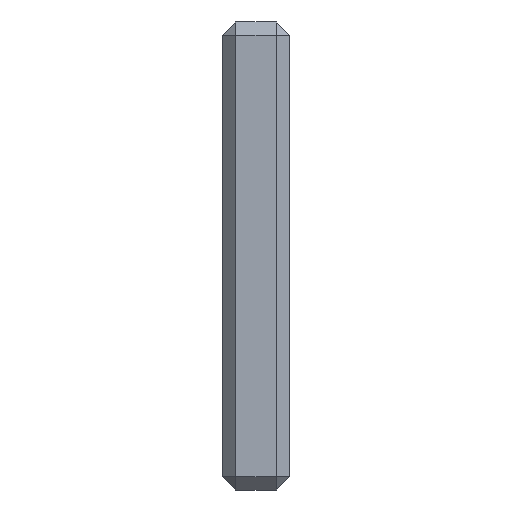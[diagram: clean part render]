
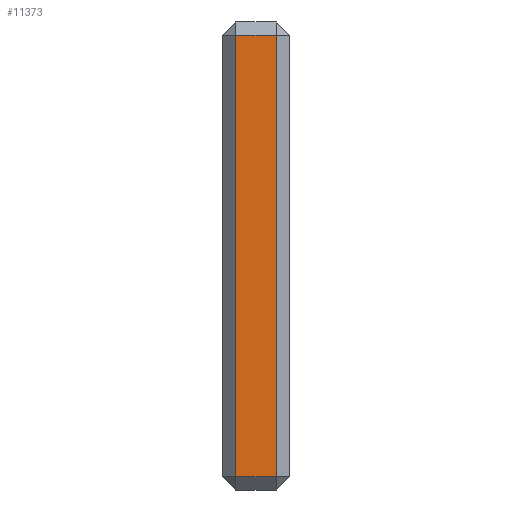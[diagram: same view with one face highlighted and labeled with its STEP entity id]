
A CAD part, front view. The second image highlights one B-rep face of the part: STEP entity #11373.
In plain terms, the highlighted planar face has unit normal (0, -1, 0).
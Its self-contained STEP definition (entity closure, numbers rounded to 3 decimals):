
#2295=DIRECTION('',(0.,0.,-1.));
#2296=VECTOR('',#2295,33.);
#2297=CARTESIAN_POINT('',(277.,-297.,-296.5));
#2298=LINE('',#2297,#2296);
#2428=DIRECTION('',(1.,0.,0.));
#2429=VECTOR('',#2428,3.);
#2430=CARTESIAN_POINT('',(274.,-297.,-296.5));
#2431=LINE('',#2430,#2429);
#2442=DIRECTION('',(0.,0.,1.));
#2443=VECTOR('',#2442,33.);
#2444=CARTESIAN_POINT('',(274.,-297.,-329.5));
#2445=LINE('',#2444,#2443);
#2484=DIRECTION('',(-1.,0.,0.));
#2485=VECTOR('',#2484,3.);
#2486=CARTESIAN_POINT('',(277.,-297.,-329.5));
#2487=LINE('',#2486,#2485);
#9862=CARTESIAN_POINT('',(274.,-297.,-296.5));
#9864=VERTEX_POINT('',#9862);
#9870=CARTESIAN_POINT('',(277.,-297.,-296.5));
#9871=VERTEX_POINT('',#9870);
#9904=CARTESIAN_POINT('',(274.,-297.,-329.5));
#9905=VERTEX_POINT('',#9904);
#9906=CARTESIAN_POINT('',(277.,-297.,-329.5));
#9907=VERTEX_POINT('',#9906);
#11360=CARTESIAN_POINT('',(0.,-297.,-295.));
#11361=DIRECTION('',(0.,-1.,0.));
#11362=DIRECTION('',(0.,0.,-1.));
#11363=AXIS2_PLACEMENT_3D('',#11360,#11361,#11362);
#11364=PLANE('',#11363);
#11366=ORIENTED_EDGE('',*,*,#11365,.T.);
#11367=ORIENTED_EDGE('',*,*,#11345,.T.);
#11368=ORIENTED_EDGE('',*,*,#11140,.T.);
#11370=ORIENTED_EDGE('',*,*,#11369,.T.);
#11371=EDGE_LOOP('',(#11366,#11367,#11368,#11370));
#11372=FACE_OUTER_BOUND('',#11371,.F.);
#11140=EDGE_CURVE('',#9871,#9907,#2298,.T.);
#11345=EDGE_CURVE('',#9864,#9871,#2431,.T.);
#11365=EDGE_CURVE('',#9905,#9864,#2445,.T.);
#11369=EDGE_CURVE('',#9907,#9905,#2487,.T.);
#11373=ADVANCED_FACE('',(#11372),#11364,.T.);
